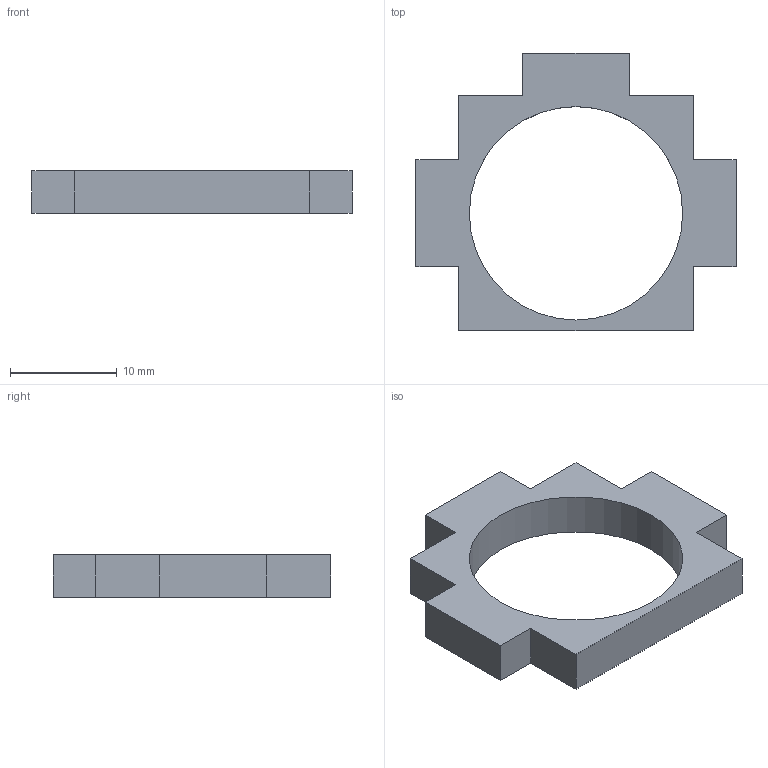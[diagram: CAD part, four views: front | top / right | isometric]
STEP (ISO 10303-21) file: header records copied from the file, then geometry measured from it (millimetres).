
FILE_DESCRIPTION(/* description */ (''),/* implementation_level */ '2;1');
FILE_NAME(/* name */ '001_20180725_TLv2_27_camera_tubeguidance.stp',/* time_stamp */ '2018-09-14T15:00:14+02:00',/* author */ (''),/* organization */ (''),/* preprocessor_version */ 'ST-DEVELOPER v16.7',/* originating_system */ 'SIEMENS PLM Software NX 12.0',/* authorisation */ '');
FILE_SCHEMA (('AP203_CONFIGURATION_CONTROLLED_3D_DESIGN_OF_MECHANICAL_PARTS_AND_ASSEMBLIES_MIM_LF { 1 0 10303 403 2 1 2}'));
Length unit declared in the file: millimetre
Products named in the file (1): 001_20180725_TLv2_27_camera_tubeguidance
Bounding box: 30 x 26 x 4 mm (x, y, z)
Volume: 1159.4 mm3; surface area: 1279 mm2
Topology: 1 solids, 1 shells, 19 faces, 73 edges, 78 vertices
Faces by surface type: plane 18, cylinder 1
Full cylindrical faces by diameter (mm): 20 x1
Entity records: 906 total; most frequent: CARTESIAN_POINT 128, DIRECTION 117, ORIENTED_EDGE 100, LINE 69, VECTOR 69, EDGE_CURVE 50, VERTEX_POINT 34, STYLED_ITEM 25
